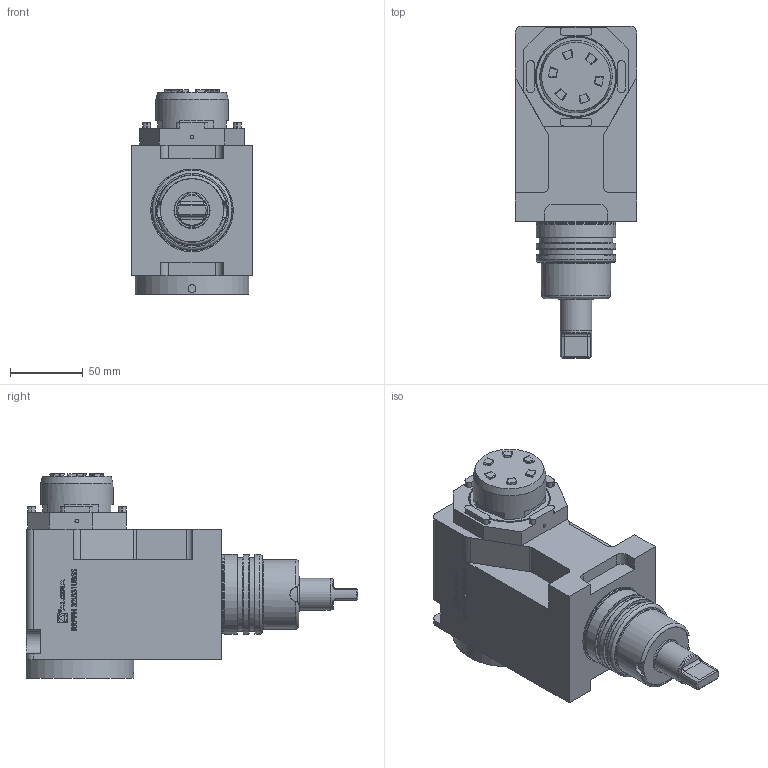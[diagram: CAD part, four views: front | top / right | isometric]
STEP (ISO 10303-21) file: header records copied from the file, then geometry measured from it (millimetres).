
FILE_DESCRIPTION (( 'STEP AP214' ), '1' );
FILE_NAME ('RRPPH32I531UB55.STEP', '2024-05-03T12:02:52', ( '' ), ( '' ), 'SwSTEP 2.0', 'SolidWorks 2023', '' );
FILE_SCHEMA (( 'AUTOMOTIVE_DESIGN' ));
Length unit declared in the file: millimetre
Products named in the file (1): RRPPH32I531UB55
Bounding box: 84 x 228.9 x 141.31 mm (x, y, z)
Volume: 1228019.3 mm3; surface area: 92162.8 mm2
Topology: 1 solids, 1 shells, 592 faces, 1545 edges, 1021 vertices
Faces by surface type: plane 318, bspline 129, cylinder 109, cone 22, torus 14
Full cylindrical faces by diameter (mm): 1.7 x1, 2.1 x1, 2.3 x2, 2.5 x4, 5.5 x1, 6.366 x1, 21.5 x1, 22 x1, 48 x1, 50 x1, 50.8 x2, 54.6 x1, 54.65 x2, 55 x3, 56 x1, 56.2 x1, 70 x1, 70.3 x1
Entity records: 27998 total; most frequent: CARTESIAN_POINT 10931, ORIENTED_EDGE 2946, DIRECTION 2344, EDGE_CURVE 1473, VERTEX_POINT 1001, LINE 896, VECTOR 896, AXIS2_PLACEMENT_3D 724
